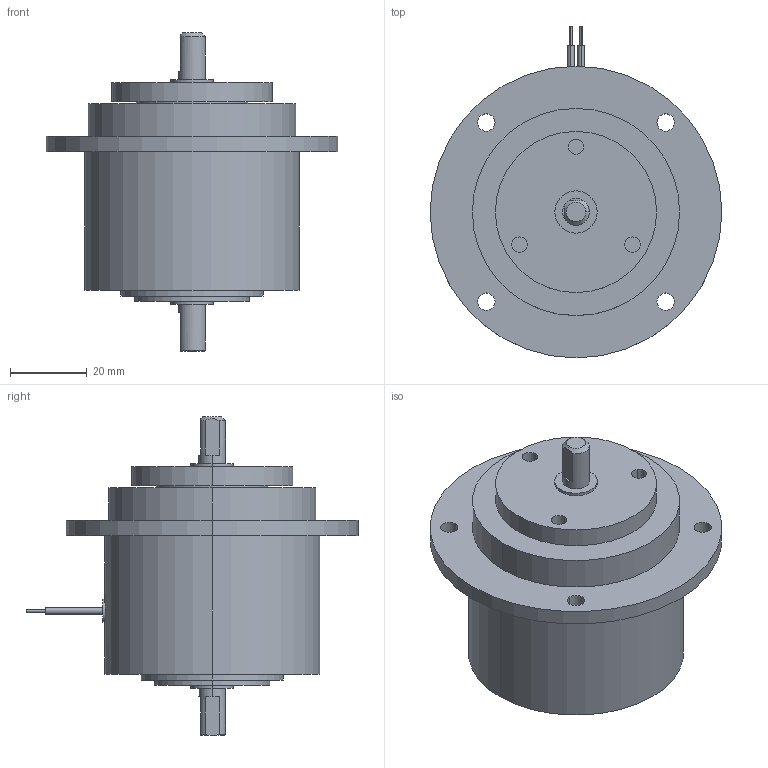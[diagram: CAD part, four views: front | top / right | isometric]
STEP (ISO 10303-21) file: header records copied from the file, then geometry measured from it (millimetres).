
FILE_DESCRIPTION (( 'STEP AP203' ), '1' );
FILE_NAME ('OPC 10N_25439200.STEP', '2020-02-21T02:36:37', ( '' ), ( '' ), 'SwSTEP 2.0', 'SolidWorks 2018', '' );
FILE_SCHEMA (( 'CONFIG_CONTROL_DESIGN' ));
Length unit declared in the file: millimetre
Products named in the file (1): OPC 10N_25439200
Bounding box: 76 x 86.5 x 83 mm (x, y, z)
Volume: 137066 mm3; surface area: 21257 mm2
Topology: 1 solids, 1 shells, 76 faces, 175 edges, 116 vertices
Faces by surface type: cylinder 46, plane 25, cone 5
Entity records: 2392 total; most frequent: CARTESIAN_POINT 467, DIRECTION 423, ORIENTED_EDGE 350, AXIS2_PLACEMENT_3D 180, EDGE_CURVE 175, VERTEX_POINT 116, EDGE_LOOP 105, CIRCLE 103
